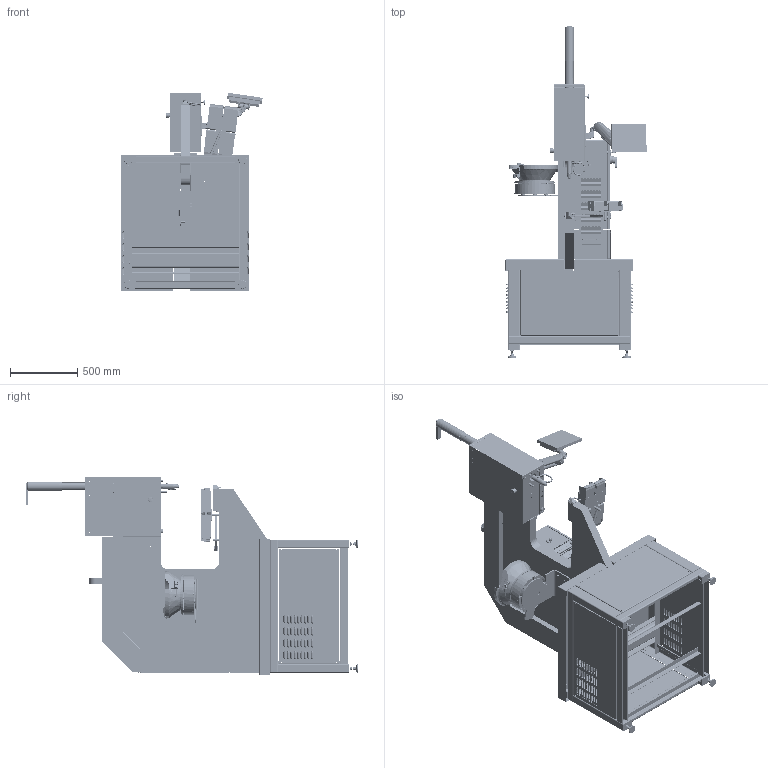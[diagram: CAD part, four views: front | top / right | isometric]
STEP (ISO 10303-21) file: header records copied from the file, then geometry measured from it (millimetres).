
FILE_DESCRIPTION (( 'STEP AP203' ), '1' );
FILE_NAME ('824 MSPe-5 MODEL.STEP', '2022-10-27T16:40:28', ( '' ), ( '' ), 'SwSTEP 2.0', 'SolidWorks 2020', '' );
FILE_SCHEMA (( 'CONFIG_CONTROL_DESIGN' ));
Products named in the file (1): 824 MSPe-5 MODEL
Bounding box: 1050.54 x 2467.25 x 1477.26 mm (x, y, z)
Surface area: 20699533.3 mm2 (no closed solid volume)
Topology: 0 solids, 244 shells, 8491 faces, 24370 edges, 15833 vertices
Faces by surface type: plane 3270, cylinder 2301, cone 1207, bspline 1178, sphere 330, torus 205
Entity records: 427497 total; most frequent: CARTESIAN_POINT 215547, ORIENTED_EDGE 43826, DIRECTION 42801, EDGE_CURVE 24038, AXIS2_PLACEMENT_3D 16199, VERTEX_POINT 15833, LINE 10403, VECTOR 10403
